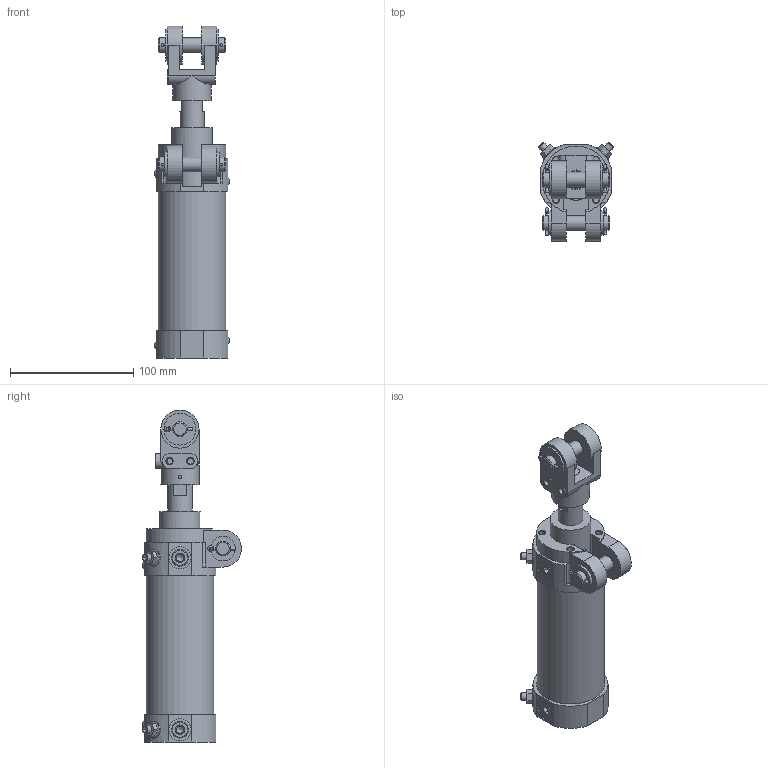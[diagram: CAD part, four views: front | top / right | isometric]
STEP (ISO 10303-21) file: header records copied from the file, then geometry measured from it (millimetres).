
FILE_DESCRIPTION(/* description */ ('STEP AP214'),/* implementation_level */ '2;1');
FILE_NAME(/* name */ '549744_DWA-50-75-Y-AB',/* time_stamp */ '2024-08-23T14:45:58+02:00',/* author */ ('License CC BY-ND 4.0'),/* organization */ ('CADENAS'),/* preprocessor_version */ 'ST-DEVELOPER v19.3',/* originating_system */ 'PARTsolutions',/* authorisation */ ' ');
FILE_SCHEMA (('AUTOMOTIVE_DESIGN {1 0 10303 214 3 1 1}'));
Length unit declared in the file: millimetre
Products named in the file (6): 549744 DWA-50-75-Y-AB---(0); 710964 DWA-50-75-RCAB_ZYL; 710974 DWA-50-75_K; 549608 SGH-A-50_GK; 711021 50_ST; 711023 RC1/4_BS
Assembly tree (8 placements, depth 2):
  549744 DWA-50-75-Y-AB---(0)
    710964 DWA-50-75-RCAB_ZYL
    710974 DWA-50-75_K
    549608 SGH-A-50_GK
    711021 50_ST
    711023 RC1/4_BS  x4
Bounding box: 60.87 x 80.43 x 269.5 mm (x, y, z)
Volume: 390791.5 mm3; surface area: 108232.1 mm2
Topology: 8 solids, 8 shells, 535 faces, 1264 edges, 802 vertices
Faces by surface type: plane 300, cylinder 138, cone 79, torus 18
Full cylindrical faces by diameter (mm): 2.3 x8, 3 x4, 4.917 x8, 6 x8, 12 x8, 14.376 x1, 16 x1, 16.2 x1, 18 x6, 20 x5, 26 x2, 31 x3, 33 x1, 50 x2, 55 x1
Entity records: 13569 total; most frequent: CARTESIAN_POINT 2984, DIRECTION 2183, ORIENTED_EDGE 1986, EDGE_CURVE 993, AXIS2_PLACEMENT_3D 892, VERTEX_POINT 695, FACE_BOUND 664, EDGE_LOOP 661
